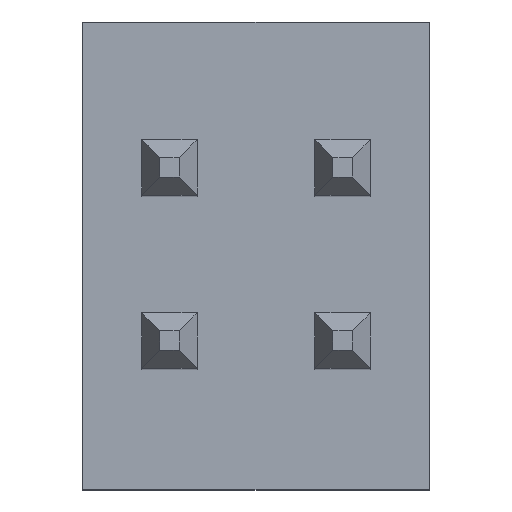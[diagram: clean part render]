
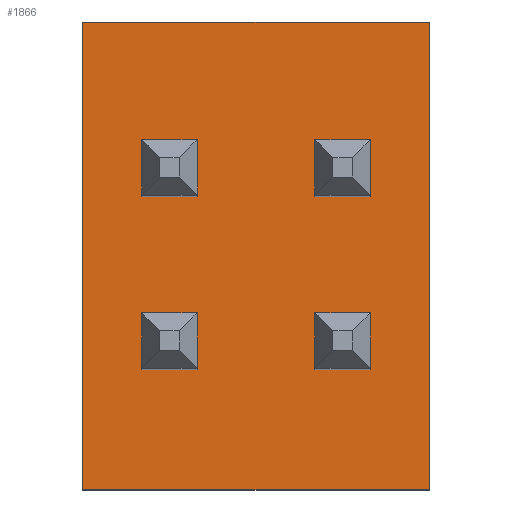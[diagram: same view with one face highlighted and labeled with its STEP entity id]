
A CAD part, top view. The second image highlights one B-rep face of the part: STEP entity #1866.
In plain terms, the highlighted face is planar.
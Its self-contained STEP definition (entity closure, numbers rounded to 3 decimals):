
#1734 = EDGE_CURVE('',#1735,#1737,#1739,.T.);
#1735 = VERTEX_POINT('',#1736);
#1736 = CARTESIAN_POINT('',(-1.27,1.778,-1.715));
#1737 = VERTEX_POINT('',#1738);
#1738 = CARTESIAN_POINT('',(-1.27,1.778,1.715));
#1739 = LINE('',#1740,#1741);
#1740 = CARTESIAN_POINT('',(-1.27,1.778,-1.715));
#1741 = VECTOR('',#1742,1.);
#1742 = DIRECTION('',(0.,0.,1.));
#1774 = EDGE_CURVE('',#1737,#1775,#1777,.T.);
#1775 = VERTEX_POINT('',#1776);
#1776 = CARTESIAN_POINT('',(1.27,1.778,1.715));
#1777 = LINE('',#1778,#1779);
#1778 = CARTESIAN_POINT('',(-1.27,1.778,1.715));
#1779 = VECTOR('',#1780,1.);
#1780 = DIRECTION('',(1.,0.,0.));
#1805 = EDGE_CURVE('',#1775,#1806,#1808,.T.);
#1806 = VERTEX_POINT('',#1807);
#1807 = CARTESIAN_POINT('',(1.27,1.778,-1.715));
#1808 = LINE('',#1809,#1810);
#1809 = CARTESIAN_POINT('',(1.27,1.778,1.715));
#1810 = VECTOR('',#1811,1.);
#1811 = DIRECTION('',(0.,0.,-1.));
#1836 = EDGE_CURVE('',#1806,#1735,#1837,.T.);
#1837 = LINE('',#1838,#1839);
#1838 = CARTESIAN_POINT('',(1.27,1.778,-1.715));
#1839 = VECTOR('',#1840,1.);
#1840 = DIRECTION('',(-1.,0.,0.));
#1866 = ADVANCED_FACE('',(#1867),#1873,.T.);
#1867 = FACE_BOUND('',#1868,.T.);
#1868 = EDGE_LOOP('',(#1869,#1870,#1871,#1872));
#1869 = ORIENTED_EDGE('',*,*,#1734,.T.);
#1870 = ORIENTED_EDGE('',*,*,#1774,.T.);
#1871 = ORIENTED_EDGE('',*,*,#1805,.T.);
#1872 = ORIENTED_EDGE('',*,*,#1836,.T.);
#1873 = PLANE('',#1874);
#1874 = AXIS2_PLACEMENT_3D('',#1875,#1876,#1877);
#1875 = CARTESIAN_POINT('',(0.,1.778,0.));
#1876 = DIRECTION('',(0.,1.,0.));
#1877 = DIRECTION('',(0.,-0.,1.));
